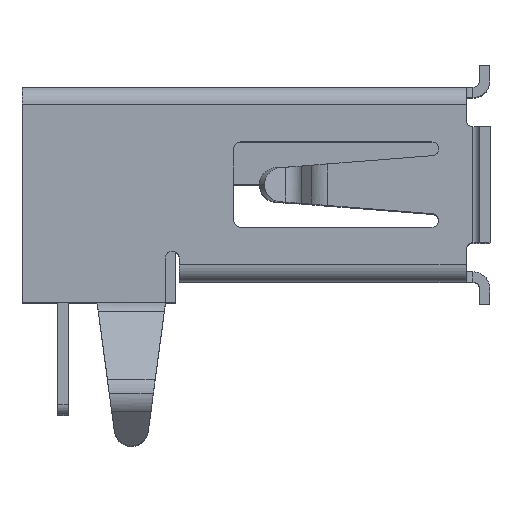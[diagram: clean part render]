
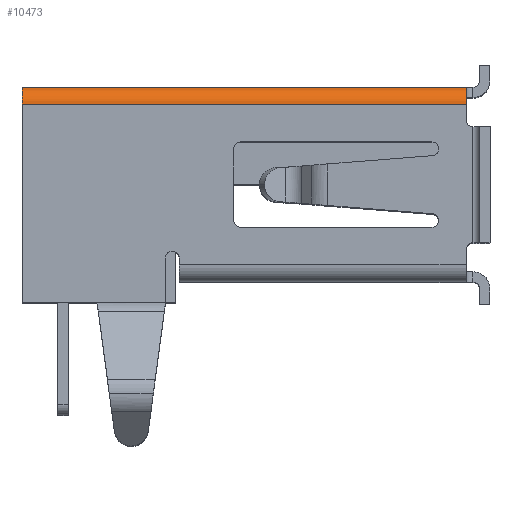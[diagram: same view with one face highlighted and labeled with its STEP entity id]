
A CAD part, top view. The second image highlights one B-rep face of the part: STEP entity #10473.
In plain terms, the highlighted cylindrical face has radius 0.5 mm (diameter 1 mm), a partial arc.
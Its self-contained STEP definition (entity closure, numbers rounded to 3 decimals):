
#2699 = CARTESIAN_POINT ( 'NONE',  ( 0., 6.3, 6.05 ) ) ;
#2761 = CARTESIAN_POINT ( 'NONE',  ( 13., 5.8, 6.55 ) ) ;
#2807 = DIRECTION ( 'NONE',  ( 1., 0., 0. ) ) ;
#2808 = VECTOR ( 'NONE', #2807, 1000. ) ;
#2809 = CARTESIAN_POINT ( 'NONE',  ( 13.4, 6.3, 6.05 ) ) ;
#2810 = LINE ( 'NONE', #2809, #2808 ) ;
#2811 = DIRECTION ( 'NONE',  ( 0., 0., -1. ) ) ;
#2812 = DIRECTION ( 'NONE',  ( -1., 0., 0. ) ) ;
#2813 = CARTESIAN_POINT ( 'NONE',  ( 0., 5.8, 6.05 ) ) ;
#2814 = AXIS2_PLACEMENT_3D ( 'NONE', #2813, #2812, #2811 ) ;
#2815 = CIRCLE ( 'NONE', #2814, 0.5 ) ;
#2823 = CARTESIAN_POINT ( 'NONE',  ( 13., 6.3, 6.05 ) ) ;
#2824 = CARTESIAN_POINT ( 'NONE',  ( 13., 5.8, 6.05 ) ) ;
#2825 = AXIS2_PLACEMENT_3D ( 'NONE', #2824, #2886, #2885 ) ;
#2826 = CIRCLE ( 'NONE', #2825, 0.5 ) ;
#2834 = DIRECTION ( 'NONE',  ( -1., 0., 0. ) ) ;
#2835 = VECTOR ( 'NONE', #2834, 1000. ) ;
#2836 = CARTESIAN_POINT ( 'NONE',  ( 0., 5.8, 6.55 ) ) ;
#2837 = LINE ( 'NONE', #2836, #2835 ) ;
#2845 = DIRECTION ( 'NONE',  ( 0., 0., 1. ) ) ;
#2846 = DIRECTION ( 'NONE',  ( -1., 0., 0. ) ) ;
#2847 = CARTESIAN_POINT ( 'NONE',  ( 0., 5.8, 6.05 ) ) ;
#2848 = AXIS2_PLACEMENT_3D ( 'NONE', #2847, #2846, #2845 ) ;
#2849 = CARTESIAN_POINT ( 'NONE',  ( 0., 5.8, 6.55 ) ) ;
#2850 = CYLINDRICAL_SURFACE ( 'NONE', #2848, 0.5 ) ;
#2851 = FACE_OUTER_BOUND ( 'NONE', #10486, .T. ) ;
#2885 = DIRECTION ( 'NONE',  ( 0., 0., -1. ) ) ;
#2886 = DIRECTION ( 'NONE',  ( -1., 0., 0. ) ) ;
#10402 = ORIENTED_EDGE ( 'NONE', *, *, #10458, .F. ) ;
#10410 = ORIENTED_EDGE ( 'NONE', *, *, #10457, .F. ) ;
#10415 = VERTEX_POINT ( 'NONE', #2699 ) ;
#10421 = ORIENTED_EDGE ( 'NONE', *, *, #10477, .F. ) ;
#10451 = VERTEX_POINT ( 'NONE', #2761 ) ;
#10452 = VERTEX_POINT ( 'NONE', #2823 ) ;
#10457 = EDGE_CURVE ( 'NONE', #10474, #10415, #2815, .T. ) ;
#10458 = EDGE_CURVE ( 'NONE', #10415, #10452, #2810, .T. ) ;
#10467 = ORIENTED_EDGE ( 'NONE', *, *, #10484, .T. ) ;
#10473 = ADVANCED_FACE ( 'NONE', ( #2851 ), #2850, .T. ) ;
#10474 = VERTEX_POINT ( 'NONE', #2849 ) ;
#10477 = EDGE_CURVE ( 'NONE', #10451, #10474, #2837, .T. ) ;
#10484 = EDGE_CURVE ( 'NONE', #10451, #10452, #2826, .T. ) ;
#10486 = EDGE_LOOP ( 'NONE', ( #10421, #10467, #10402, #10410 ) ) ;
